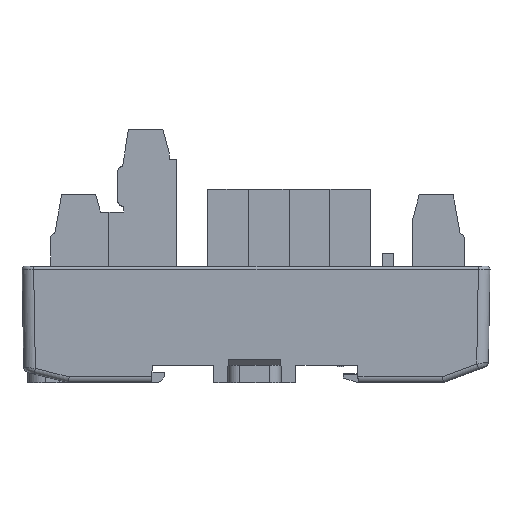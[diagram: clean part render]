
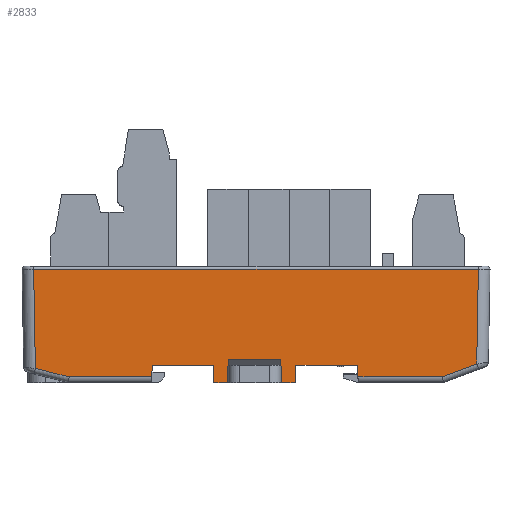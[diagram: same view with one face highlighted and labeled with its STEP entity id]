
A CAD part, left-side view. The second image highlights one B-rep face of the part: STEP entity #2833.
In plain terms, the highlighted planar face has unit normal (-1, 0, -0.018).
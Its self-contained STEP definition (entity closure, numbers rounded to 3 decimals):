
#1633=FACE_OUTER_BOUND('',#6043,.T.);
#2833=ADVANCED_FACE('',(#1633),#4092,.T.);
#4092=PLANE('',#24379);
#6043=EDGE_LOOP('',(#7891,#7892,#7893,#7894,#7895,#7896,#7897,#7898,#7899,
#7900,#7901,#7902,#7903,#7904,#7905,#7906,#7907,#7908));
#7891=ORIENTED_EDGE('',*,*,#16497,.T.);
#7892=ORIENTED_EDGE('',*,*,#16498,.T.);
#7893=ORIENTED_EDGE('',*,*,#16499,.T.);
#7894=ORIENTED_EDGE('',*,*,#16500,.T.);
#7895=ORIENTED_EDGE('',*,*,#16501,.T.);
#7896=ORIENTED_EDGE('',*,*,#16502,.T.);
#7897=ORIENTED_EDGE('',*,*,#16363,.F.);
#7898=ORIENTED_EDGE('',*,*,#16503,.F.);
#7899=ORIENTED_EDGE('',*,*,#16504,.T.);
#7900=ORIENTED_EDGE('',*,*,#16505,.F.);
#7901=ORIENTED_EDGE('',*,*,#16506,.T.);
#7902=ORIENTED_EDGE('',*,*,#16507,.F.);
#7903=ORIENTED_EDGE('',*,*,#16508,.T.);
#7904=ORIENTED_EDGE('',*,*,#16509,.T.);
#7905=ORIENTED_EDGE('',*,*,#16349,.F.);
#7906=ORIENTED_EDGE('',*,*,#16510,.T.);
#7907=ORIENTED_EDGE('',*,*,#16511,.T.);
#7908=ORIENTED_EDGE('',*,*,#16512,.T.);
#14176=VERTEX_POINT('',#32208);
#14177=VERTEX_POINT('',#32210);
#14190=VERTEX_POINT('',#32236);
#14191=VERTEX_POINT('',#32238);
#14307=VERTEX_POINT('',#32530);
#14308=VERTEX_POINT('',#32531);
#14309=VERTEX_POINT('',#32533);
#14310=VERTEX_POINT('',#32535);
#14311=VERTEX_POINT('',#32537);
#14312=VERTEX_POINT('',#32539);
#14313=VERTEX_POINT('',#32542);
#14314=VERTEX_POINT('',#32544);
#14315=VERTEX_POINT('',#32546);
#14316=VERTEX_POINT('',#32548);
#14317=VERTEX_POINT('',#32550);
#14318=VERTEX_POINT('',#32552);
#14319=VERTEX_POINT('',#32555);
#14320=VERTEX_POINT('',#32557);
#16349=EDGE_CURVE('',#14176,#14177,#19552,.T.);
#16363=EDGE_CURVE('',#14190,#14191,#19564,.T.);
#16497=EDGE_CURVE('',#14307,#14308,#19687,.T.);
#16498=EDGE_CURVE('',#14308,#14309,#19688,.T.);
#16499=EDGE_CURVE('',#14309,#14310,#19689,.T.);
#16500=EDGE_CURVE('',#14310,#14311,#19690,.T.);
#16501=EDGE_CURVE('',#14311,#14312,#19691,.T.);
#16502=EDGE_CURVE('',#14312,#14191,#19692,.T.);
#16503=EDGE_CURVE('',#14313,#14190,#19693,.T.);
#16504=EDGE_CURVE('',#14313,#14314,#19694,.T.);
#16505=EDGE_CURVE('',#14315,#14314,#19695,.T.);
#16506=EDGE_CURVE('',#14315,#14316,#19696,.T.);
#16507=EDGE_CURVE('',#14317,#14316,#19697,.T.);
#16508=EDGE_CURVE('',#14317,#14318,#19698,.T.);
#16509=EDGE_CURVE('',#14318,#14177,#19699,.T.);
#16510=EDGE_CURVE('',#14176,#14319,#19700,.T.);
#16511=EDGE_CURVE('',#14319,#14320,#19701,.T.);
#16512=EDGE_CURVE('',#14320,#14307,#19702,.T.);
#19552=LINE('',#32209,#22055);
#19564=LINE('',#32237,#22067);
#19687=LINE('',#32529,#22190);
#19688=LINE('',#32532,#22191);
#19689=LINE('',#32534,#22192);
#19690=LINE('',#32536,#22193);
#19691=LINE('',#32538,#22194);
#19692=LINE('',#32540,#22195);
#19693=LINE('',#32541,#22196);
#19694=LINE('',#32543,#22197);
#19695=LINE('',#32545,#22198);
#19696=LINE('',#32547,#22199);
#19697=LINE('',#32549,#22200);
#19698=LINE('',#32551,#22201);
#19699=LINE('',#32553,#22202);
#19700=LINE('',#32554,#22203);
#19701=LINE('',#32556,#22204);
#19702=LINE('',#32558,#22205);
#22055=VECTOR('',#26193,1.);
#22067=VECTOR('',#26209,1.);
#22190=VECTOR('',#26390,1.);
#22191=VECTOR('',#26391,1.);
#22192=VECTOR('',#26392,1.);
#22193=VECTOR('',#26393,1.);
#22194=VECTOR('',#26394,1.);
#22195=VECTOR('',#26395,1.);
#22196=VECTOR('',#26396,1.);
#22197=VECTOR('',#26397,1.);
#22198=VECTOR('',#26398,1.);
#22199=VECTOR('',#26399,1.);
#22200=VECTOR('',#26400,1.);
#22201=VECTOR('',#26401,1.);
#22202=VECTOR('',#26402,1.);
#22203=VECTOR('',#26403,1.);
#22204=VECTOR('',#26404,1.);
#22205=VECTOR('',#26405,1.);
#24379=AXIS2_PLACEMENT_3D('',#32559,#26406,#26407);
#26193=DIRECTION('',(0.,1.,0.));
#26209=DIRECTION('',(0.,1.,0.));
#26390=DIRECTION('',(-0.017,-0.017,1.));
#26391=DIRECTION('',(0.,1.,0.));
#26392=DIRECTION('',(0.017,-0.017,-1.));
#26393=DIRECTION('',(0.004,-0.97,-0.243));
#26394=DIRECTION('',(0.,-1.,0.));
#26395=DIRECTION('',(-0.017,-0.017,1.));
#26396=DIRECTION('',(-0.017,0.035,0.999));
#26397=DIRECTION('',(0.,-1.,0.));
#26398=DIRECTION('',(0.017,0.035,-0.999));
#26399=DIRECTION('',(0.,-1.,0.));
#26400=DIRECTION('',(-0.017,0.035,0.999));
#26401=DIRECTION('',(0.,-1.,0.));
#26402=DIRECTION('',(-0.017,-0.035,0.999));
#26403=DIRECTION('',(0.017,-0.017,-1.));
#26404=DIRECTION('',(0.,-1.,0.));
#26405=DIRECTION('',(-0.006,-0.936,0.351));
#26406=DIRECTION('',(-1.,0.,-0.017));
#26407=DIRECTION('',(-0.017,0.,1.));
#32208=CARTESIAN_POINT('',(-46.912,155.928,191.8));
#32209=CARTESIAN_POINT('',(-46.912,173.41,191.8));
#32210=CARTESIAN_POINT('',(-46.912,166.564,191.8));
#32236=CARTESIAN_POINT('',(-46.912,180.773,191.8));
#32237=CARTESIAN_POINT('',(-46.912,173.41,191.8));
#32238=CARTESIAN_POINT('',(-46.912,191.259,191.8));
#32529=CARTESIAN_POINT('',(-47.197,135.212,208.136));
#32530=CARTESIAN_POINT('',(-46.916,135.494,191.991));
#32531=CARTESIAN_POINT('',(-47.2,135.21,208.291));
#32532=CARTESIAN_POINT('',(-47.2,173.41,208.291));
#32533=CARTESIAN_POINT('',(-47.2,211.611,208.291));
#32534=CARTESIAN_POINT('',(-46.894,211.305,190.756));
#32535=CARTESIAN_POINT('',(-46.902,211.313,191.237));
#32536=CARTESIAN_POINT('',(-46.765,179.775,183.352));
#32537=CARTESIAN_POINT('',(-46.877,205.496,189.783));
#32538=CARTESIAN_POINT('',(-46.877,173.41,189.783));
#32539=CARTESIAN_POINT('',(-46.877,191.294,189.783));
#32540=CARTESIAN_POINT('',(-47.214,190.957,209.109));
#32541=CARTESIAN_POINT('',(-47.204,181.357,208.525));
#32542=CARTESIAN_POINT('',(-46.86,180.668,188.8));
#32543=CARTESIAN_POINT('',(-46.86,173.41,188.8));
#32544=CARTESIAN_POINT('',(-46.86,178.323,188.8));
#32545=CARTESIAN_POINT('',(-46.901,178.24,191.172));
#32546=CARTESIAN_POINT('',(-46.93,178.183,192.8));
#32547=CARTESIAN_POINT('',(-46.93,169.118,192.8));
#32548=CARTESIAN_POINT('',(-46.93,169.153,192.8));
#32549=CARTESIAN_POINT('',(-46.901,169.096,191.172));
#32550=CARTESIAN_POINT('',(-46.86,169.014,188.8));
#32551=CARTESIAN_POINT('',(-46.86,173.41,188.8));
#32552=CARTESIAN_POINT('',(-46.86,166.668,188.8));
#32553=CARTESIAN_POINT('',(-46.857,166.675,188.625));
#32554=CARTESIAN_POINT('',(-46.901,155.917,191.172));
#32555=CARTESIAN_POINT('',(-46.877,155.892,189.783));
#32556=CARTESIAN_POINT('',(-46.877,173.41,189.783));
#32557=CARTESIAN_POINT('',(-46.877,141.382,189.783));
#32558=CARTESIAN_POINT('',(-46.734,163.206,181.599));
#32559=CARTESIAN_POINT('',(-47.209,173.41,208.803));
